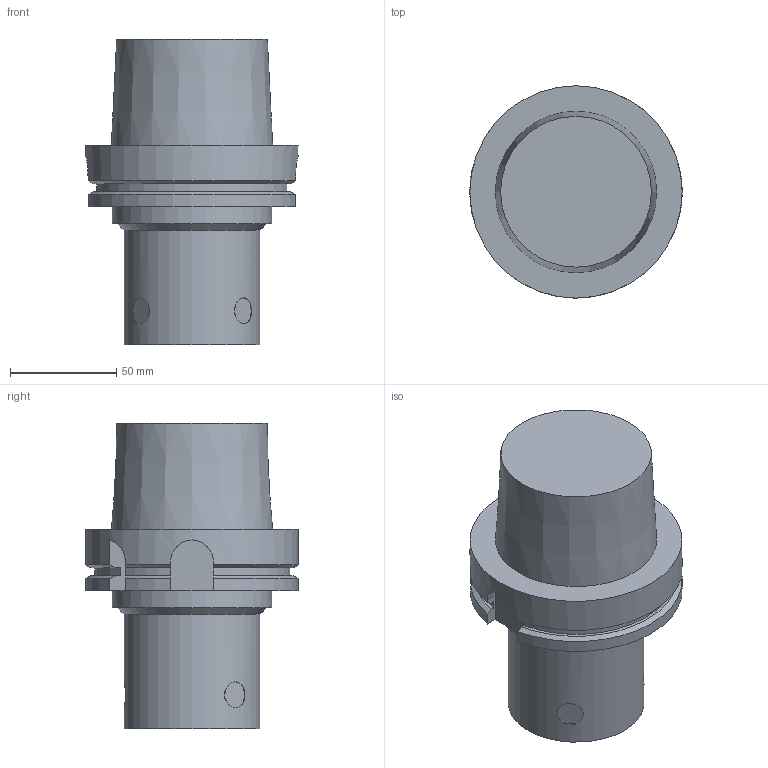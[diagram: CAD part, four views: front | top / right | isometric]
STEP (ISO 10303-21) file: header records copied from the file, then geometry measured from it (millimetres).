
FILE_DESCRIPTION((''),'1');
FILE_NAME('HSK-A100-CKN6-94.stp','2025-01-08T02:42:16',(''),(''),'Spatial Interop R21 SP3','Kubotek KeyCreator 2011 V10.0.2 (22737)',' ');
FILE_SCHEMA(('automotive_design'));
Length unit declared in the file: millimetre
Products named in the file (1): 240[2]
Bounding box: 100 x 100 x 144 mm (x, y, z)
Volume: 606211 mm3; surface area: 55378.4 mm2
Topology: 1 solids, 1 shells, 51 faces, 127 edges, 86 vertices
Faces by surface type: plane 25, cylinder 18, cone 8
Full cylindrical faces by diameter (mm): 5 x1, 12.3 x3, 36 x1, 64 x1, 75 x1, 100 x1
Entity records: 2954 total; most frequent: CARTESIAN_POINT 615, DIRECTION 235, ORIENTED_EDGE 224, PRESENTATION_STYLE_ASSIGNMENT 216, COLOUR_RGB 216, STYLED_ITEM 164, CURVE_STYLE 164, DRAUGHTING_PRE_DEFINED_CURVE_FONT 164
